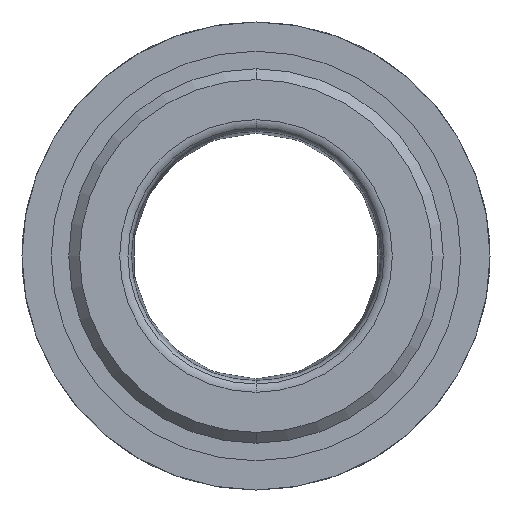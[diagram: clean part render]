
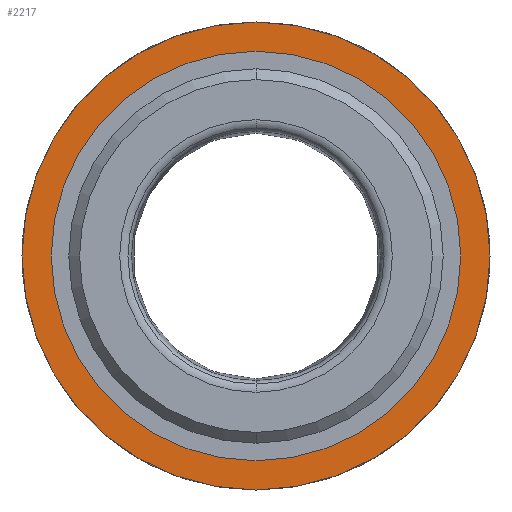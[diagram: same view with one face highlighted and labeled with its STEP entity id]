
A CAD part, front view. The second image highlights one B-rep face of the part: STEP entity #2217.
In plain terms, the highlighted planar face has unit normal (0, -1, 0).
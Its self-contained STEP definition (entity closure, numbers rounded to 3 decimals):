
#93=CARTESIAN_POINT('',(0.,12.5,0.));
#94=DIRECTION('',(0.,-1.,0.));
#95=DIRECTION('',(0.,0.,-1.));
#96=AXIS2_PLACEMENT_3D('',#93,#94,#95);
#98=CARTESIAN_POINT('',(0.,12.5,0.));
#99=DIRECTION('',(0.,-1.,0.));
#100=DIRECTION('',(0.,0.,1.));
#101=AXIS2_PLACEMENT_3D('',#98,#99,#100);
#103=CARTESIAN_POINT('',(0.,12.5,0.));
#104=DIRECTION('',(0.,1.,0.));
#105=DIRECTION('',(0.,0.,-1.));
#106=AXIS2_PLACEMENT_3D('',#103,#104,#105);
#108=CARTESIAN_POINT('',(0.,12.5,0.));
#109=DIRECTION('',(0.,1.,0.));
#110=DIRECTION('',(0.,0.,1.));
#111=AXIS2_PLACEMENT_3D('',#108,#109,#110);
#2071=CARTESIAN_POINT('',(0.,12.5,-20.));
#2073=VERTEX_POINT('',#2071);
#2075=CARTESIAN_POINT('',(0.,12.5,20.));
#2077=VERTEX_POINT('',#2075);
#2084=CARTESIAN_POINT('',(0.,12.5,-17.5));
#2086=VERTEX_POINT('',#2084);
#2088=CARTESIAN_POINT('',(0.,12.5,17.5));
#2090=VERTEX_POINT('',#2088);
#2201=CARTESIAN_POINT('',(17.5,12.5,0.));
#2202=DIRECTION('',(0.,-1.,0.));
#2203=DIRECTION('',(0.,0.,-1.));
#2204=AXIS2_PLACEMENT_3D('',#2201,#2202,#2203);
#2205=PLANE('',#2204);
#2207=ORIENTED_EDGE('',*,*,#2206,.F.);
#2208=ORIENTED_EDGE('',*,*,#2168,.F.);
#2209=EDGE_LOOP('',(#2207,#2208));
#2210=FACE_OUTER_BOUND('',#2209,.F.);
#2212=ORIENTED_EDGE('',*,*,#2211,.F.);
#2214=ORIENTED_EDGE('',*,*,#2213,.F.);
#2215=EDGE_LOOP('',(#2212,#2214));
#2216=FACE_BOUND('',#2215,.F.);
#2217=ADVANCED_FACE('',(#2210,#2216),#2205,.T.);
#97=CIRCLE('',#96,20.);
#102=CIRCLE('',#101,20.);
#107=CIRCLE('',#106,17.5);
#112=CIRCLE('',#111,17.5);
#2168=EDGE_CURVE('',#2077,#2073,#102,.T.);
#2206=EDGE_CURVE('',#2073,#2077,#97,.T.);
#2211=EDGE_CURVE('',#2086,#2090,#107,.T.);
#2213=EDGE_CURVE('',#2090,#2086,#112,.T.);
